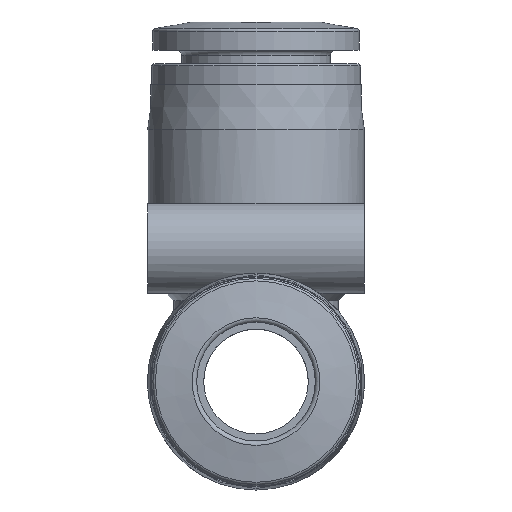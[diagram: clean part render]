
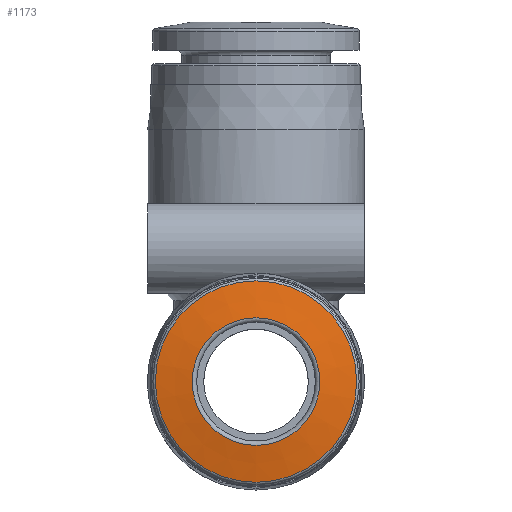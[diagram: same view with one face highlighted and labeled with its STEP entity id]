
A CAD part, left-side view. The second image highlights one B-rep face of the part: STEP entity #1173.
In plain terms, the highlighted conical face has half-angle 80 degrees and reference radius 4.269 mm.
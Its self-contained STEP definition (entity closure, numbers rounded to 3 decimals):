
#65=CONICAL_SURFACE('',#1258,4.269,1.396);
#124=ORIENTED_EDGE('',*,*,#280,.F.);
#125=ORIENTED_EDGE('',*,*,#281,.T.);
#280=EDGE_CURVE('',#353,#353,#414,.T.);
#281=EDGE_CURVE('',#354,#354,#415,.T.);
#353=VERTEX_POINT('',#1790);
#354=VERTEX_POINT('',#1792);
#414=CIRCLE('',#1259,6.735);
#415=CIRCLE('',#1260,4.269);
#476=EDGE_LOOP('',(#124));
#477=EDGE_LOOP('',(#125));
#596=FACE_BOUND('',#476,.T.);
#597=FACE_BOUND('',#477,.T.);
#1173=ADVANCED_FACE('',(#596,#597),#65,.T.);
#1258=AXIS2_PLACEMENT_3D('',#1788,#1416,#1417);
#1259=AXIS2_PLACEMENT_3D('',#1789,#1418,#1419);
#1260=AXIS2_PLACEMENT_3D('',#1791,#1420,#1421);
#1416=DIRECTION('',(1.,0.,0.));
#1417=DIRECTION('',(0.,0.,-1.));
#1418=DIRECTION('',(1.,0.,0.));
#1419=DIRECTION('',(0.,0.,-1.));
#1420=DIRECTION('',(1.,0.,0.));
#1421=DIRECTION('',(0.,0.,-1.));
#1788=CARTESIAN_POINT('',(-24.05,0.,0.));
#1789=CARTESIAN_POINT('',(-23.615,0.,0.));
#1790=CARTESIAN_POINT('',(-23.615,0.,-6.735));
#1791=CARTESIAN_POINT('',(-24.05,0.,0.));
#1792=CARTESIAN_POINT('',(-24.05,0.,-4.269));
